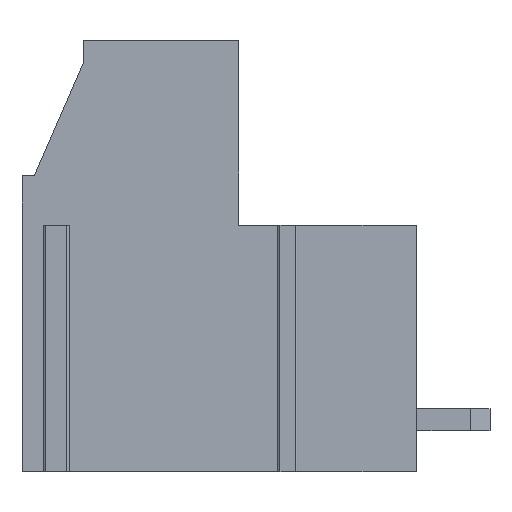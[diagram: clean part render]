
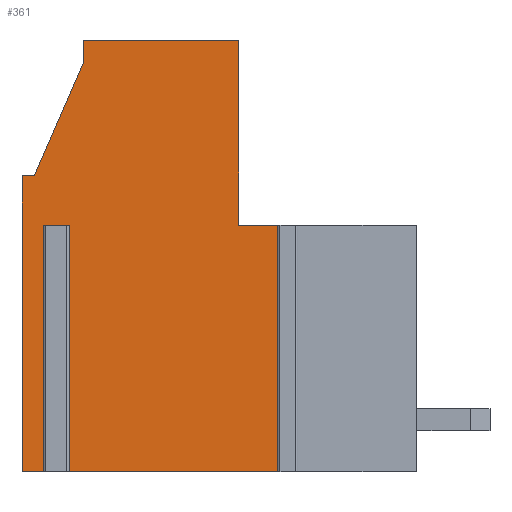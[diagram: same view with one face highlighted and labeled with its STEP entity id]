
A CAD part, front view. The second image highlights one B-rep face of the part: STEP entity #361.
In plain terms, the highlighted planar face has unit normal (0, -1, 0).
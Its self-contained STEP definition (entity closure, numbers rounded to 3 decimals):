
#361 = ADVANCED_FACE( '', ( #831 ), #832, .T. );
#831 = FACE_OUTER_BOUND( '', #1427, .T. );
#832 = PLANE( '', #1428 );
#1427 = EDGE_LOOP( '', ( #2281, #2282, #2283, #2284, #2285, #2286, #2287, #2288, #2289, #2290, #2291, #2292, #2293 ) );
#1428 = AXIS2_PLACEMENT_3D( '', #2294, #2295, #2296 );
#2281 = ORIENTED_EDGE( '', *, *, #3971, .F. );
#2282 = ORIENTED_EDGE( '', *, *, #4034, .F. );
#2283 = ORIENTED_EDGE( '', *, *, #4035, .T. );
#2284 = ORIENTED_EDGE( '', *, *, #4036, .F. );
#2285 = ORIENTED_EDGE( '', *, *, #3965, .F. );
#2286 = ORIENTED_EDGE( '', *, *, #4037, .F. );
#2287 = ORIENTED_EDGE( '', *, *, #4038, .F. );
#2288 = ORIENTED_EDGE( '', *, *, #4039, .F. );
#2289 = ORIENTED_EDGE( '', *, *, #4040, .T. );
#2290 = ORIENTED_EDGE( '', *, *, #3927, .F. );
#2291 = ORIENTED_EDGE( '', *, *, #4041, .T. );
#2292 = ORIENTED_EDGE( '', *, *, #4042, .F. );
#2293 = ORIENTED_EDGE( '', *, *, #3882, .F. );
#2294 = CARTESIAN_POINT( '', ( 5.386, -2.5, 7.63 ) );
#2295 = DIRECTION( '', ( 0., -1., 0. ) );
#2296 = DIRECTION( '', ( 0., 0., -1. ) );
#3882 = EDGE_CURVE( '', #4714, #4715, #4716, .T. );
#3927 = EDGE_CURVE( '', #4792, #4793, #4794, .T. );
#3965 = EDGE_CURVE( '', #4860, #4862, #4863, .T. );
#3971 = EDGE_CURVE( '', #4871, #4714, #4873, .T. );
#4034 = EDGE_CURVE( '', #4977, #4871, #4978, .T. );
#4035 = EDGE_CURVE( '', #4977, #4979, #4980, .T. );
#4036 = EDGE_CURVE( '', #4862, #4979, #4981, .T. );
#4037 = EDGE_CURVE( '', #4982, #4860, #4983, .T. );
#4038 = EDGE_CURVE( '', #4984, #4982, #4985, .T. );
#4039 = EDGE_CURVE( '', #4986, #4984, #4987, .T. );
#4040 = EDGE_CURVE( '', #4986, #4793, #4988, .T. );
#4041 = EDGE_CURVE( '', #4792, #4989, #4990, .T. );
#4042 = EDGE_CURVE( '', #4715, #4989, #4991, .T. );
#4714 = VERTEX_POINT( '', #5911 );
#4715 = VERTEX_POINT( '', #5912 );
#4716 = LINE( '', #5913, #5914 );
#4792 = VERTEX_POINT( '', #6020 );
#4793 = VERTEX_POINT( '', #6021 );
#4794 = LINE( '', #6022, #6023 );
#4860 = VERTEX_POINT( '', #6117 );
#4862 = VERTEX_POINT( '', #6119 );
#4863 = LINE( '', #6120, #6121 );
#4871 = VERTEX_POINT( '', #6131 );
#4873 = LINE( '', #6133, #6134 );
#4977 = VERTEX_POINT( '', #6285 );
#4978 = LINE( '', #6286, #6287 );
#4979 = VERTEX_POINT( '', #6288 );
#4980 = LINE( '', #6289, #6290 );
#4981 = LINE( '', #6291, #6292 );
#4982 = VERTEX_POINT( '', #6293 );
#4983 = LINE( '', #6294, #6295 );
#4984 = VERTEX_POINT( '', #6296 );
#4985 = LINE( '', #6297, #6298 );
#4986 = VERTEX_POINT( '', #6299 );
#4987 = LINE( '', #6300, #6301 );
#4988 = LINE( '', #6302, #6303 );
#4989 = VERTEX_POINT( '', #6304 );
#4990 = LINE( '', #6305, #6306 );
#4991 = LINE( '', #6307, #6308 );
#5911 = CARTESIAN_POINT( '', ( 0., -2.5, 0. ) );
#5912 = CARTESIAN_POINT( '', ( 0., -2.5, 12. ) );
#5913 = CARTESIAN_POINT( '', ( 0., -2.5, -0.8 ) );
#5914 = VECTOR( '', #7401, 1000. );
#6020 = CARTESIAN_POINT( '', ( 2.5, -2.5, 16.6 ) );
#6021 = CARTESIAN_POINT( '', ( 2.5, -2.5, 17.5 ) );
#6022 = CARTESIAN_POINT( '', ( 2.5, -2.5, -0.8 ) );
#6023 = VECTOR( '', #7447, 1000. );
#6117 = CARTESIAN_POINT( '', ( 10.473, -2.5, 0. ) );
#6119 = CARTESIAN_POINT( '', ( 1.827, -2.5, 0. ) );
#6120 = CARTESIAN_POINT( '', ( 5.35, -2.5, 0. ) );
#6121 = VECTOR( '', #7485, 1000. );
#6131 = CARTESIAN_POINT( '', ( 0.973, -2.5, 0. ) );
#6133 = CARTESIAN_POINT( '', ( 5.35, -2.5, 0. ) );
#6134 = VECTOR( '', #7497, 1000. );
#6285 = CARTESIAN_POINT( '', ( 0.973, -2.5, 10. ) );
#6286 = CARTESIAN_POINT( '', ( 0.973, -2.5, -0.8 ) );
#6287 = VECTOR( '', #7560, 1000. );
#6288 = CARTESIAN_POINT( '', ( 1.827, -2.5, 10. ) );
#6289 = CARTESIAN_POINT( '', ( 5.35, -2.5, 10. ) );
#6290 = VECTOR( '', #7561, 1000. );
#6291 = CARTESIAN_POINT( '', ( 1.827, -2.5, -0.8 ) );
#6292 = VECTOR( '', #7562, 1000. );
#6293 = CARTESIAN_POINT( '', ( 10.473, -2.5, 10. ) );
#6294 = CARTESIAN_POINT( '', ( 10.473, -2.5, -0.8 ) );
#6295 = VECTOR( '', #7563, 1000. );
#6296 = CARTESIAN_POINT( '', ( 8.8, -2.5, 10. ) );
#6297 = CARTESIAN_POINT( '', ( 5.05, -2.5, 10. ) );
#6298 = VECTOR( '', #7564, 1000. );
#6299 = CARTESIAN_POINT( '', ( 8.8, -2.5, 17.5 ) );
#6300 = CARTESIAN_POINT( '', ( 8.8, -2.5, -0.8 ) );
#6301 = VECTOR( '', #7565, 1000. );
#6302 = CARTESIAN_POINT( '', ( 5.35, -2.5, 17.5 ) );
#6303 = VECTOR( '', #7566, 1000. );
#6304 = CARTESIAN_POINT( '', ( 0.5, -2.5, 12. ) );
#6305 = CARTESIAN_POINT( '', ( 2.577, -2.5, 16.778 ) );
#6306 = VECTOR( '', #7567, 1000. );
#6307 = CARTESIAN_POINT( '', ( 5.35, -2.5, 12. ) );
#6308 = VECTOR( '', #7568, 1000. );
#7401 = DIRECTION( '', ( 0., 0., 1. ) );
#7447 = DIRECTION( '', ( 0., 0., 1. ) );
#7485 = DIRECTION( '', ( -1., 0., 0. ) );
#7497 = DIRECTION( '', ( -1., 0., 0. ) );
#7560 = DIRECTION( '', ( 0., 0., -1. ) );
#7561 = DIRECTION( '', ( 1., 0., 0. ) );
#7562 = DIRECTION( '', ( 0., 0., 1. ) );
#7563 = DIRECTION( '', ( 0., 0., -1. ) );
#7564 = DIRECTION( '', ( 1., 0., 0. ) );
#7565 = DIRECTION( '', ( 0., 0., -1. ) );
#7566 = DIRECTION( '', ( -1., 0., 0. ) );
#7567 = DIRECTION( '', ( -0.399, 0., -0.917 ) );
#7568 = DIRECTION( '', ( 1., 0., 0. ) );
